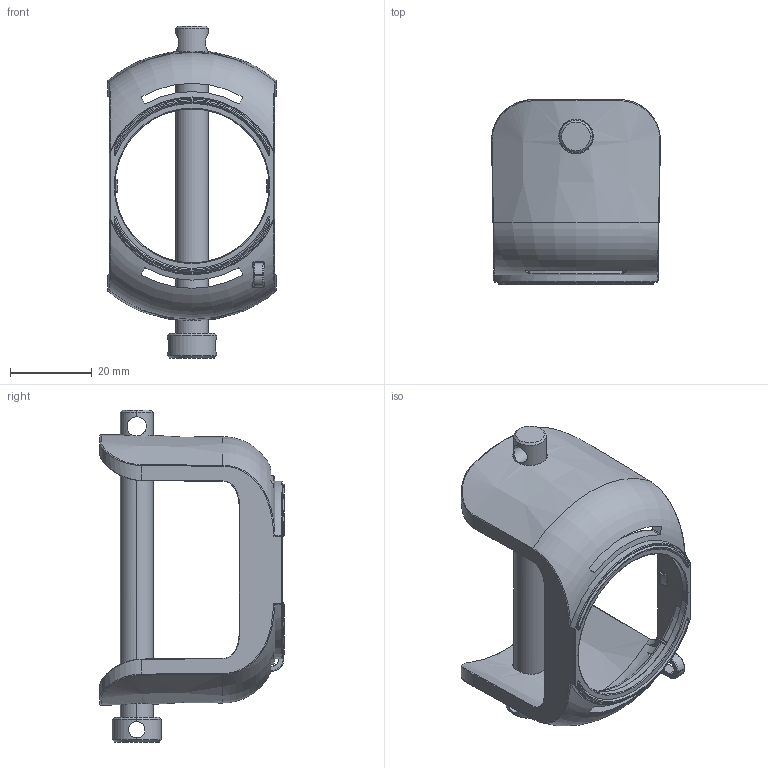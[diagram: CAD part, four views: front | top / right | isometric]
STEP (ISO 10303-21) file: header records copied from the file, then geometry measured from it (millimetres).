
FILE_DESCRIPTION((''),'2;1');
FILE_NAME('SCHUTZKRAGEN_RIEGEL','2023-09-08T10:48:25',('Beil'),(''),'CREO PARAMETRIC BY PTC INC, 2019030','CREO PARAMETRIC BY PTC INC, 2019030','');
FILE_SCHEMA(('CONFIG_CONTROL_DESIGN','SHAPE_APPEARANCE_LAYERS_GROUPS'));
Length unit declared in the file: millimetre
Products named in the file (1): SCHUTZKRAGEN_RIEGEL
Bounding box: 41.2 x 45 x 81 mm (x, y, z)
Volume: 17345.4 mm3; surface area: 13963.6 mm2
Topology: 2 solids, 2 shells, 360 faces, 864 edges, 506 vertices
Faces by surface type: bspline 162, plane 55, cylinder 44, cone 38, torus 38, sphere 19, extrusion 4
Entity records: 21024 total; most frequent: CARTESIAN_POINT 11161, ORIENTED_EDGE 1728, DIRECTION 1112, PRESENTATION_STYLE_ASSIGNMENT 883, STYLED_ITEM 866, CURVE_STYLE 864, EDGE_CURVE 864, VERTEX_POINT 506
